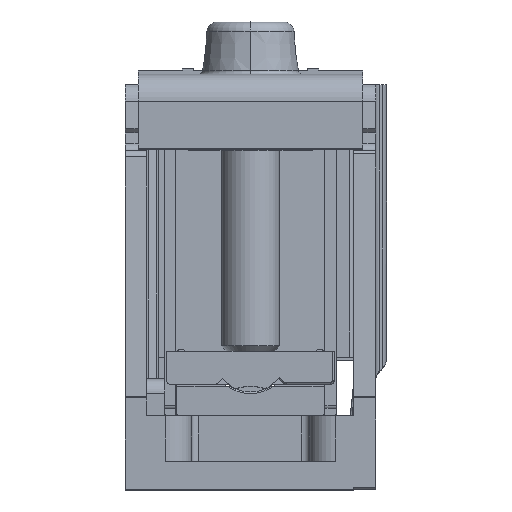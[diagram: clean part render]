
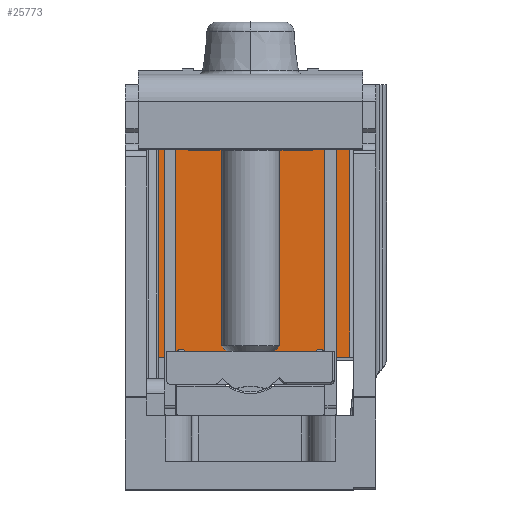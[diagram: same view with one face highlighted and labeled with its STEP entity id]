
A CAD part, top view. The second image highlights one B-rep face of the part: STEP entity #25773.
In plain terms, the highlighted planar face has unit normal (0, 0, 1).
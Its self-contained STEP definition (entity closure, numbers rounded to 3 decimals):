
#3611=DIRECTION('',(1.,0.,0.));
#3612=VECTOR('',#3611,47.429);
#3613=CARTESIAN_POINT('',(8.9,106.5,7.));
#3614=LINE('',#3613,#3612);
#3615=CARTESIAN_POINT('',(56.329,108.,7.));
#3616=DIRECTION('',(0.,0.,1.));
#3617=DIRECTION('',(0.,-1.,0.));
#3618=AXIS2_PLACEMENT_3D('',#3615,#3616,#3617);
#3620=DIRECTION('',(0.259,0.966,0.));
#3621=VECTOR('',#3620,1.571);
#3622=CARTESIAN_POINT('',(57.778,107.612,7.));
#3623=LINE('',#3622,#3621);
#3624=CARTESIAN_POINT('',(58.667,109.,7.));
#3625=DIRECTION('',(0.,0.,-1.));
#3626=DIRECTION('',(-0.966,0.259,0.));
#3627=AXIS2_PLACEMENT_3D('',#3624,#3625,#3626);
#3629=DIRECTION('',(0.,1.,0.));
#3630=VECTOR('',#3629,70.5);
#3631=CARTESIAN_POINT('',(8.9,36.,7.));
#3632=LINE('',#3631,#3630);
#14523=DIRECTION('',(1.,0.,0.));
#14524=VECTOR('',#14523,52.1);
#14525=CARTESIAN_POINT('',(8.9,36.,7.));
#14526=LINE('',#14525,#14524);
#14602=DIRECTION('',(0.,1.,0.));
#14603=VECTOR('',#14602,73.5);
#14604=CARTESIAN_POINT('',(61.,36.,7.));
#14605=LINE('',#14604,#14603);
#14606=DIRECTION('',(-1.,0.,
0.));
#14607=VECTOR('',#14606,2.333);
#14608=CARTESIAN_POINT('',(61.,109.5,7.));
#14609=LINE('',#14608,#14607);
#16106=CARTESIAN_POINT('',(8.9,36.,7.));
#16107=CARTESIAN_POINT('',(8.9,106.5,7.));
#16108=VERTEX_POINT('',#16106);
#16109=VERTEX_POINT('',#16107);
#16132=CARTESIAN_POINT('',(56.329,106.5,7.));
#16133=VERTEX_POINT('',#16132);
#16134=CARTESIAN_POINT('',(57.778,107.612,7.));
#16136=VERTEX_POINT('',#16134);
#16138=CARTESIAN_POINT('',(58.184,109.129,7.));
#16139=VERTEX_POINT('',#16138);
#16140=CARTESIAN_POINT('',(58.667,109.5,7.));
#16141=VERTEX_POINT('',#16140);
#16142=CARTESIAN_POINT('',(61.,109.5,7.));
#16143=VERTEX_POINT('',#16142);
#16144=CARTESIAN_POINT('',(61.,36.,7.));
#16145=VERTEX_POINT('',#16144);
#25753=CARTESIAN_POINT('',(34.95,72.75,7.));
#25754=DIRECTION('',(0.,0.,1.));
#25755=DIRECTION('',(0.,1.,0.));
#25756=AXIS2_PLACEMENT_3D('',#25753,#25754,#25755);
#25757=PLANE('',#25756);
#25758=ORIENTED_EDGE('',*,*,#25718,.T.);
#25759=ORIENTED_EDGE('',*,*,#25736,.T.);
#25761=ORIENTED_EDGE('',*,*,#25760,.T.);
#25763=ORIENTED_EDGE('',*,*,#25762,.T.);
#25765=ORIENTED_EDGE('',*,*,#25764,.F.);
#25767=ORIENTED_EDGE('',*,*,#25766,.F.);
#25769=ORIENTED_EDGE('',*,*,#25768,.F.);
#25770=ORIENTED_EDGE('',*,*,#25657,.T.);
#25771=EDGE_LOOP('',(#25758,#25759,#25761,#25763,#25765,#25767,#25769,#25770));
#25772=FACE_OUTER_BOUND('',#25771,.F.);
#3619=CIRCLE('',#3618,1.5);
#3628=CIRCLE('',#3627,0.5);
#25657=EDGE_CURVE('',#16108,#16109,#3632,.T.);
#25718=EDGE_CURVE('',#16109,#16133,#3614,.T.);
#25736=EDGE_CURVE('',#16133,#16136,#3619,.T.);
#25760=EDGE_CURVE('',#16136,#16139,#3623,.T.);
#25762=EDGE_CURVE('',#16139,#16141,#3628,.T.);
#25764=EDGE_CURVE('',#16143,#16141,#14609,.T.);
#25766=EDGE_CURVE('',#16145,#16143,#14605,.T.);
#25768=EDGE_CURVE('',#16108,#16145,#14526,.T.);
#25773=ADVANCED_FACE('',(#25772),#25757,.T.);
